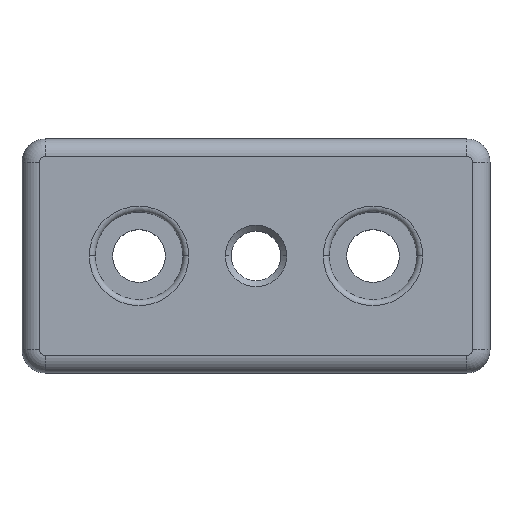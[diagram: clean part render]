
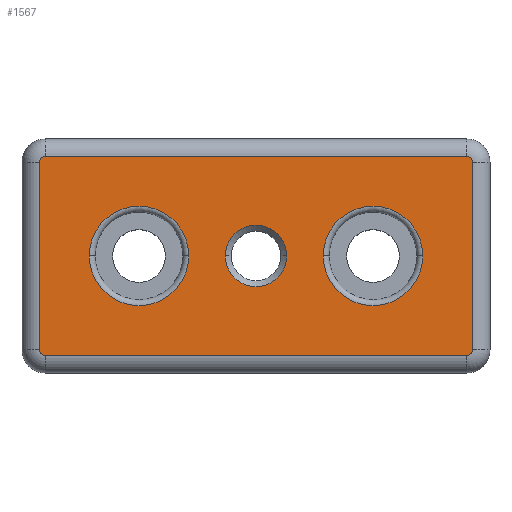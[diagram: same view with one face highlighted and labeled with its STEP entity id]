
A CAD part, top view. The second image highlights one B-rep face of the part: STEP entity #1567.
In plain terms, the highlighted planar face has unit normal (0, 0, 1).
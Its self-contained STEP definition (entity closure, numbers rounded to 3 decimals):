
#959 = EDGE_LOOP ( 'NONE', ( #2128, #2129 ) ) ;
#960 = EDGE_LOOP ( 'NONE', ( #2139, #2138 ) ) ;
#963 = EDGE_LOOP ( 'NONE', ( #2130, #2132, #2131, #2133, #2134, #2135, #2136, #2137 ) ) ;
#970 = EDGE_LOOP ( 'NONE', ( #2141, #2140 ) ) ;
#1499 = EDGE_CURVE ( 'NONE', #1933, #1939, #3585, .T. ) ;
#1509 = EDGE_CURVE ( 'NONE', #1928, #1929, #3625, .T. ) ;
#1513 = EDGE_CURVE ( 'NONE', #1924, #1925, #4173, .T. ) ;
#1535 = EDGE_CURVE ( 'NONE', #1910, #1909, #3906, .T. ) ;
#1536 = EDGE_CURVE ( 'NONE', #1939, #1933, #4211, .T. ) ;
#1537 = EDGE_CURVE ( 'NONE', #1911, #1910, #4209, .T. ) ;
#1538 = EDGE_CURVE ( 'NONE', #1909, #1908, #4207, .T. ) ;
#1539 = EDGE_CURVE ( 'NONE', #1908, #1907, #3907, .T. ) ;
#1540 = EDGE_CURVE ( 'NONE', #1907, #1906, #4205, .T. ) ;
#1541 = EDGE_CURVE ( 'NONE', #1906, #1905, #3908, .T. ) ;
#1542 = EDGE_CURVE ( 'NONE', #1905, #1904, #4214, .T. ) ;
#1544 = EDGE_CURVE ( 'NONE', #1904, #1911, #3909, .T. ) ;
#1545 = EDGE_CURVE ( 'NONE', #1925, #1924, #4225, .T. ) ;
#1546 = EDGE_CURVE ( 'NONE', #1929, #1928, #4223, .T. ) ;
#1567 = ADVANCED_FACE ( 'NONE', ( #3930, #3931, #3932, #3933 ), #4375, .F. ) ;
#1904 = VERTEX_POINT ( 'NONE', #5488 ) ;
#1905 = VERTEX_POINT ( 'NONE', #5489 ) ;
#1906 = VERTEX_POINT ( 'NONE', #5490 ) ;
#1907 = VERTEX_POINT ( 'NONE', #5491 ) ;
#1908 = VERTEX_POINT ( 'NONE', #5492 ) ;
#1909 = VERTEX_POINT ( 'NONE', #5493 ) ;
#1910 = VERTEX_POINT ( 'NONE', #5494 ) ;
#1911 = VERTEX_POINT ( 'NONE', #5495 ) ;
#1924 = VERTEX_POINT ( 'NONE', #5508 ) ;
#1925 = VERTEX_POINT ( 'NONE', #5509 ) ;
#1928 = VERTEX_POINT ( 'NONE', #5512 ) ;
#1929 = VERTEX_POINT ( 'NONE', #5513 ) ;
#1933 = VERTEX_POINT ( 'NONE', #5517 ) ;
#1939 = VERTEX_POINT ( 'NONE', #5523 ) ;
#2128 = ORIENTED_EDGE ( 'NONE', *, *, #1499, .T. ) ;
#2129 = ORIENTED_EDGE ( 'NONE', *, *, #1536, .T. ) ;
#2130 = ORIENTED_EDGE ( 'NONE', *, *, #1537, .T. ) ;
#2131 = ORIENTED_EDGE ( 'NONE', *, *, #1538, .T. ) ;
#2132 = ORIENTED_EDGE ( 'NONE', *, *, #1535, .T. ) ;
#2133 = ORIENTED_EDGE ( 'NONE', *, *, #1539, .T. ) ;
#2134 = ORIENTED_EDGE ( 'NONE', *, *, #1540, .T. ) ;
#2135 = ORIENTED_EDGE ( 'NONE', *, *, #1541, .T. ) ;
#2136 = ORIENTED_EDGE ( 'NONE', *, *, #1542, .T. ) ;
#2137 = ORIENTED_EDGE ( 'NONE', *, *, #1544, .T. ) ;
#2138 = ORIENTED_EDGE ( 'NONE', *, *, #1545, .T. ) ;
#2139 = ORIENTED_EDGE ( 'NONE', *, *, #1513, .T. ) ;
#2140 = ORIENTED_EDGE ( 'NONE', *, *, #1546, .T. ) ;
#2141 = ORIENTED_EDGE ( 'NONE', *, *, #1509, .T. ) ;
#3585 = CIRCLE ( 'NONE', #3611, 5.25 ) ;
#3611 = AXIS2_PLACEMENT_3D ( 'NONE', #3793, #3794, #3795 ) ;
#3625 = CIRCLE ( 'NONE', #3626, 8.5 ) ;
#3626 = AXIS2_PLACEMENT_3D ( 'NONE', #3818, #3819, #3820 ) ;
#3793 = CARTESIAN_POINT ( 'NONE',  ( 0., 0., 16. ) ) ;
#3794 = DIRECTION ( 'NONE',  ( 0., 0., -1. ) ) ;
#3795 = DIRECTION ( 'NONE',  ( -1., 0., 0. ) ) ;
#3818 = CARTESIAN_POINT ( 'NONE',  ( 20., 0., 16. ) ) ;
#3819 = DIRECTION ( 'NONE',  ( 0., 0., -1. ) ) ;
#3820 = DIRECTION ( 'NONE',  ( -1., 0., 0. ) ) ;
#3830 = CARTESIAN_POINT ( 'NONE',  ( -20., 0., 16. ) ) ;
#3831 = DIRECTION ( 'NONE',  ( 0., 0., -1. ) ) ;
#3832 = DIRECTION ( 'NONE',  ( -1., 0., 0. ) ) ;
#3906 = LINE ( 'NONE', #4286, #4212 ) ;
#3907 = LINE ( 'NONE', #4297, #4218 ) ;
#3908 = LINE ( 'NONE', #4302, #4221 ) ;
#3909 = LINE ( 'NONE', #4310, #4227 ) ;
#3930 = FACE_BOUND ( 'NONE', #959, .T. ) ;
#3931 = FACE_OUTER_BOUND ( 'NONE', #963, .T. ) ;
#3932 = FACE_BOUND ( 'NONE', #960, .T. ) ;
#3933 = FACE_BOUND ( 'NONE', #970, .T. ) ;
#4173 = CIRCLE ( 'NONE', #4174, 8.5 ) ;
#4174 = AXIS2_PLACEMENT_3D ( 'NONE', #3830, #3831, #3832 ) ;
#4205 = CIRCLE ( 'NONE', #4219, 1. ) ;
#4207 = CIRCLE ( 'NONE', #4217, 1. ) ;
#4209 = CIRCLE ( 'NONE', #4215, 1. ) ;
#4211 = CIRCLE ( 'NONE', #4213, 5.25 ) ;
#4212 = VECTOR ( 'NONE', #4287, 1000. ) ;
#4213 = AXIS2_PLACEMENT_3D ( 'NONE', #4288, #4289, #4290 ) ;
#4214 = CIRCLE ( 'NONE', #4222, 1. ) ;
#4215 = AXIS2_PLACEMENT_3D ( 'NONE', #4291, #4292, #4293 ) ;
#4217 = AXIS2_PLACEMENT_3D ( 'NONE', #4294, #4295, #4296 ) ;
#4218 = VECTOR ( 'NONE', #4298, 1000. ) ;
#4219 = AXIS2_PLACEMENT_3D ( 'NONE', #4299, #4300, #4301 ) ;
#4221 = VECTOR ( 'NONE', #4303, 1000. ) ;
#4222 = AXIS2_PLACEMENT_3D ( 'NONE', #4304, #4305, #4306 ) ;
#4223 = CIRCLE ( 'NONE', #4230, 8.5 ) ;
#4225 = CIRCLE ( 'NONE', #4228, 8.5 ) ;
#4227 = VECTOR ( 'NONE', #4311, 1000. ) ;
#4228 = AXIS2_PLACEMENT_3D ( 'NONE', #4312, #4313, #4314 ) ;
#4230 = AXIS2_PLACEMENT_3D ( 'NONE', #4315, #4316, #4317 ) ;
#4259 = AXIS2_PLACEMENT_3D ( 'NONE', #4376, #4377, #4378 ) ;
#4286 = CARTESIAN_POINT ( 'NONE',  ( 37., -20., 16. ) ) ;
#4287 = DIRECTION ( 'NONE',  ( 0., 1., 0. ) ) ;
#4288 = CARTESIAN_POINT ( 'NONE',  ( 0., 0., 16. ) ) ;
#4289 = DIRECTION ( 'NONE',  ( 0., 0., -1. ) ) ;
#4290 = DIRECTION ( 'NONE',  ( -1., 0., 0. ) ) ;
#4291 = CARTESIAN_POINT ( 'NONE',  ( 36., -16., 16. ) ) ;
#4292 = DIRECTION ( 'NONE',  ( 0., 0., 1. ) ) ;
#4293 = DIRECTION ( 'NONE',  ( -1., 0., 0. ) ) ;
#4294 = CARTESIAN_POINT ( 'NONE',  ( 36., 16., 16. ) ) ;
#4295 = DIRECTION ( 'NONE',  ( 0., 0., 1. ) ) ;
#4296 = DIRECTION ( 'NONE',  ( -1., 0., 0. ) ) ;
#4297 = CARTESIAN_POINT ( 'NONE',  ( 40., 17., 16. ) ) ;
#4298 = DIRECTION ( 'NONE',  ( -1., 0., 0. ) ) ;
#4299 = CARTESIAN_POINT ( 'NONE',  ( -36., 16., 16. ) ) ;
#4300 = DIRECTION ( 'NONE',  ( 0., 0., 1. ) ) ;
#4301 = DIRECTION ( 'NONE',  ( -1., 0., 0. ) ) ;
#4302 = CARTESIAN_POINT ( 'NONE',  ( -37., -20., 16. ) ) ;
#4303 = DIRECTION ( 'NONE',  ( 0., -1., 0. ) ) ;
#4304 = CARTESIAN_POINT ( 'NONE',  ( -36., -16., 16. ) ) ;
#4305 = DIRECTION ( 'NONE',  ( 0., 0., 1. ) ) ;
#4306 = DIRECTION ( 'NONE',  ( -1., 0., 0. ) ) ;
#4310 = CARTESIAN_POINT ( 'NONE',  ( 40., -17., 16. ) ) ;
#4311 = DIRECTION ( 'NONE',  ( 1., 0., 0. ) ) ;
#4312 = CARTESIAN_POINT ( 'NONE',  ( -20., 0., 16. ) ) ;
#4313 = DIRECTION ( 'NONE',  ( 0., 0., -1. ) ) ;
#4314 = DIRECTION ( 'NONE',  ( -1., 0., 0. ) ) ;
#4315 = CARTESIAN_POINT ( 'NONE',  ( 20., 0., 16. ) ) ;
#4316 = DIRECTION ( 'NONE',  ( 0., 0., -1. ) ) ;
#4317 = DIRECTION ( 'NONE',  ( -1., 0., 0. ) ) ;
#4375 = PLANE ( 'NONE',  #4259 ) ;
#4376 = CARTESIAN_POINT ( 'NONE',  ( 40., -20., 16. ) ) ;
#4377 = DIRECTION ( 'NONE',  ( 0., 0., -1. ) ) ;
#4378 = DIRECTION ( 'NONE',  ( -1., 0., 0. ) ) ;
#5488 = CARTESIAN_POINT ( 'NONE',  ( -36., -17., 16. ) ) ;
#5489 = CARTESIAN_POINT ( 'NONE',  ( -37., -16., 16. ) ) ;
#5490 = CARTESIAN_POINT ( 'NONE',  ( -37., 16., 16. ) ) ;
#5491 = CARTESIAN_POINT ( 'NONE',  ( -36., 17., 16. ) ) ;
#5492 = CARTESIAN_POINT ( 'NONE',  ( 36., 17., 16. ) ) ;
#5493 = CARTESIAN_POINT ( 'NONE',  ( 37., 16., 16. ) ) ;
#5494 = CARTESIAN_POINT ( 'NONE',  ( 37., -16., 16. ) ) ;
#5495 = CARTESIAN_POINT ( 'NONE',  ( 36., -17., 16. ) ) ;
#5508 = CARTESIAN_POINT ( 'NONE',  ( -28.5, 0., 16. ) ) ;
#5509 = CARTESIAN_POINT ( 'NONE',  ( -11.5, 0., 16. ) ) ;
#5512 = CARTESIAN_POINT ( 'NONE',  ( 11.5, 0., 16. ) ) ;
#5513 = CARTESIAN_POINT ( 'NONE',  ( 28.5, 0., 16. ) ) ;
#5517 = CARTESIAN_POINT ( 'NONE',  ( 5.25, 0., 16. ) ) ;
#5523 = CARTESIAN_POINT ( 'NONE',  ( -5.25, 0., 16. ) ) ;
